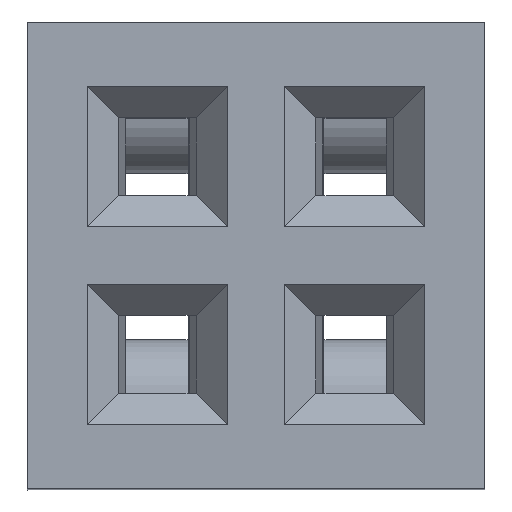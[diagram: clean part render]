
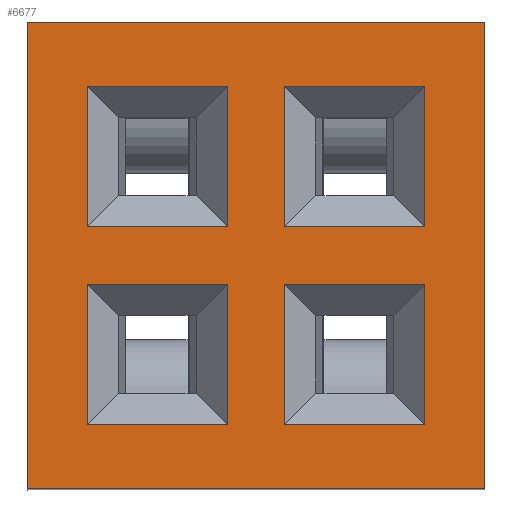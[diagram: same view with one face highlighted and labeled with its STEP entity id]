
A CAD part, top view. The second image highlights one B-rep face of the part: STEP entity #6677.
In plain terms, the highlighted planar face has unit normal (0, 0, 1).
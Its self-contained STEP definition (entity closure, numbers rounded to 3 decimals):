
#2304=ORIENTED_EDGE('',*,*,#3120,.T.);
#2305=ORIENTED_EDGE('',*,*,#3114,.T.);
#2306=ORIENTED_EDGE('',*,*,#3116,.T.);
#2307=ORIENTED_EDGE('',*,*,#3122,.T.);
#2308=ORIENTED_EDGE('',*,*,#3214,.T.);
#2309=ORIENTED_EDGE('',*,*,#3208,.T.);
#2310=ORIENTED_EDGE('',*,*,#3210,.T.);
#2311=ORIENTED_EDGE('',*,*,#3216,.T.);
#2312=ORIENTED_EDGE('',*,*,#3273,.F.);
#2313=ORIENTED_EDGE('',*,*,#3287,.F.);
#2314=ORIENTED_EDGE('',*,*,#3279,.T.);
#2315=ORIENTED_EDGE('',*,*,#3285,.T.);
#2316=ORIENTED_EDGE('',*,*,#3167,.T.);
#2317=ORIENTED_EDGE('',*,*,#3161,.T.);
#2318=ORIENTED_EDGE('',*,*,#3163,.T.);
#2319=ORIENTED_EDGE('',*,*,#3169,.T.);
#2320=ORIENTED_EDGE('',*,*,#3073,.T.);
#2321=ORIENTED_EDGE('',*,*,#3067,.T.);
#2322=ORIENTED_EDGE('',*,*,#3069,.T.);
#2323=ORIENTED_EDGE('',*,*,#3075,.T.);
#3067=EDGE_CURVE('',#3769,#3771,#4387,.T.);
#3069=EDGE_CURVE('',#3771,#3772,#4389,.T.);
#3073=EDGE_CURVE('',#3774,#3769,#4393,.T.);
#3075=EDGE_CURVE('',#3772,#3774,#4395,.T.);
#3114=EDGE_CURVE('',#3801,#3803,#4434,.T.);
#3116=EDGE_CURVE('',#3803,#3805,#4436,.T.);
#3120=EDGE_CURVE('',#3807,#3801,#4440,.T.);
#3122=EDGE_CURVE('',#3805,#3807,#4442,.T.);
#3161=EDGE_CURVE('',#3833,#3835,#4481,.T.);
#3163=EDGE_CURVE('',#3835,#3836,#4483,.T.);
#3167=EDGE_CURVE('',#3838,#3833,#4487,.T.);
#3169=EDGE_CURVE('',#3836,#3838,#4489,.T.);
#3208=EDGE_CURVE('',#3865,#3867,#4528,.T.);
#3210=EDGE_CURVE('',#3867,#3869,#4530,.T.);
#3214=EDGE_CURVE('',#3871,#3865,#4534,.T.);
#3216=EDGE_CURVE('',#3869,#3871,#4536,.T.);
#3273=EDGE_CURVE('',#3913,#3914,#4593,.T.);
#3279=EDGE_CURVE('',#3917,#3919,#4599,.T.);
#3285=EDGE_CURVE('',#3919,#3914,#4605,.T.);
#3287=EDGE_CURVE('',#3917,#3913,#4607,.T.);
#3769=VERTEX_POINT('',#10771);
#3771=VERTEX_POINT('',#10775);
#3772=VERTEX_POINT('',#10779);
#3774=VERTEX_POINT('',#10785);
#3801=VERTEX_POINT('',#10867);
#3803=VERTEX_POINT('',#10871);
#3805=VERTEX_POINT('',#10876);
#3807=VERTEX_POINT('',#10882);
#3833=VERTEX_POINT('',#10963);
#3835=VERTEX_POINT('',#10967);
#3836=VERTEX_POINT('',#10971);
#3838=VERTEX_POINT('',#10977);
#3865=VERTEX_POINT('',#11059);
#3867=VERTEX_POINT('',#11063);
#3869=VERTEX_POINT('',#11068);
#3871=VERTEX_POINT('',#11074);
#3913=VERTEX_POINT('',#11193);
#3914=VERTEX_POINT('',#11195);
#3917=VERTEX_POINT('',#11202);
#3919=VERTEX_POINT('',#11206);
#4387=LINE('',#10776,#5091);
#4389=LINE('',#10781,#5093);
#4393=LINE('',#10788,#5097);
#4395=LINE('',#10791,#5099);
#4434=LINE('',#10872,#5138);
#4436=LINE('',#10877,#5140);
#4440=LINE('',#10884,#5144);
#4442=LINE('',#10887,#5146);
#4481=LINE('',#10968,#5185);
#4483=LINE('',#10973,#5187);
#4487=LINE('',#10980,#5191);
#4489=LINE('',#10983,#5193);
#4528=LINE('',#11064,#5232);
#4530=LINE('',#11069,#5234);
#4534=LINE('',#11076,#5238);
#4536=LINE('',#11079,#5240);
#4593=LINE('',#11194,#5297);
#4599=LINE('',#11207,#5303);
#4605=LINE('',#11216,#5309);
#4607=LINE('',#11219,#5311);
#5091=VECTOR('',#8750,1000.);
#5093=VECTOR('',#8754,1000.);
#5097=VECTOR('',#8760,1000.);
#5099=VECTOR('',#8764,1000.);
#5138=VECTOR('',#8831,1000.);
#5140=VECTOR('',#8835,1000.);
#5144=VECTOR('',#8841,1000.);
#5146=VECTOR('',#8845,1000.);
#5185=VECTOR('',#8912,1000.);
#5187=VECTOR('',#8916,1000.);
#5191=VECTOR('',#8922,1000.);
#5193=VECTOR('',#8926,1000.);
#5232=VECTOR('',#8993,1000.);
#5234=VECTOR('',#8997,1000.);
#5238=VECTOR('',#9003,1000.);
#5240=VECTOR('',#9007,1000.);
#5297=VECTOR('',#9096,1000.);
#5303=VECTOR('',#9104,1000.);
#5309=VECTOR('',#9116,1000.);
#5311=VECTOR('',#9120,1000.);
#5699=EDGE_LOOP('',(#2304,#2305,#2306,#2307));
#5700=EDGE_LOOP('',(#2308,#2309,#2310,#2311));
#5701=EDGE_LOOP('',(#2312,#2313,#2314,#2315));
#5702=EDGE_LOOP('',(#2316,#2317,#2318,#2319));
#5703=EDGE_LOOP('',(#2320,#2321,#2322,#2323));
#6069=FACE_BOUND('',#5699,.T.);
#6070=FACE_BOUND('',#5700,.T.);
#6071=FACE_BOUND('',#5701,.T.);
#6072=FACE_BOUND('',#5702,.T.);
#6073=FACE_BOUND('',#5703,.T.);
#6315=PLANE('',#7307);
#6677=ADVANCED_FACE('',(#6069,#6070,#6071,#6072,#6073),#6315,.T.);
#7307=AXIS2_PLACEMENT_3D('',#11261,#9165,#9166);
#8750=DIRECTION('',(0.,1.,0.));
#8754=DIRECTION('',(1.,0.,0.));
#8760=DIRECTION('',(-1.,0.,0.));
#8764=DIRECTION('',(0.,-1.,0.));
#8831=DIRECTION('',(0.,1.,0.));
#8835=DIRECTION('',(1.,0.,0.));
#8841=DIRECTION('',(-1.,0.,0.));
#8845=DIRECTION('',(0.,-1.,0.));
#8912=DIRECTION('',(0.,1.,0.));
#8916=DIRECTION('',(1.,0.,0.));
#8922=DIRECTION('',(-1.,0.,0.));
#8926=DIRECTION('',(0.,-1.,0.));
#8993=DIRECTION('',(0.,1.,0.));
#8997=DIRECTION('',(1.,0.,0.));
#9003=DIRECTION('',(-1.,0.,0.));
#9007=DIRECTION('',(0.,-1.,0.));
#9096=DIRECTION('',(1.,0.,0.));
#9104=DIRECTION('',(1.,0.,0.));
#9116=DIRECTION('',(0.,1.,0.));
#9120=DIRECTION('',(0.,1.,0.));
#9165=DIRECTION('',(0.,0.,1.));
#9166=DIRECTION('',(1.,0.,0.));
#10771=CARTESIAN_POINT('',(0.185,-1.085,2.25));
#10775=CARTESIAN_POINT('',(0.185,-0.185,2.25));
#10776=CARTESIAN_POINT('',(0.185,-1.5,2.25));
#10779=CARTESIAN_POINT('',(1.085,-0.185,2.25));
#10781=CARTESIAN_POINT('',(-1.47,-0.185,2.25));
#10785=CARTESIAN_POINT('',(1.085,-1.085,2.25));
#10788=CARTESIAN_POINT('',(-1.47,-1.085,2.25));
#10791=CARTESIAN_POINT('',(1.085,-1.5,2.25));
#10867=CARTESIAN_POINT('',(0.185,0.185,2.25));
#10871=CARTESIAN_POINT('',(0.185,1.085,2.25));
#10872=CARTESIAN_POINT('',(0.185,-1.5,2.25));
#10876=CARTESIAN_POINT('',(1.085,1.085,2.25));
#10877=CARTESIAN_POINT('',(-1.47,1.085,2.25));
#10882=CARTESIAN_POINT('',(1.085,0.185,2.25));
#10884=CARTESIAN_POINT('',(-1.47,0.185,2.25));
#10887=CARTESIAN_POINT('',(1.085,-1.5,2.25));
#10963=CARTESIAN_POINT('',(-1.085,-1.085,2.25));
#10967=CARTESIAN_POINT('',(-1.085,-0.185,2.25));
#10968=CARTESIAN_POINT('',(-1.085,-1.5,2.25));
#10971=CARTESIAN_POINT('',(-0.185,-0.185,2.25));
#10973=CARTESIAN_POINT('',(-1.47,-0.185,2.25));
#10977=CARTESIAN_POINT('',(-0.185,-1.085,2.25));
#10980=CARTESIAN_POINT('',(-1.47,-1.085,2.25));
#10983=CARTESIAN_POINT('',(-0.185,-1.5,2.25));
#11059=CARTESIAN_POINT('',(-1.085,0.185,2.25));
#11063=CARTESIAN_POINT('',(-1.085,1.085,2.25));
#11064=CARTESIAN_POINT('',(-1.085,-1.5,2.25));
#11068=CARTESIAN_POINT('',(-0.185,1.085,2.25));
#11069=CARTESIAN_POINT('',(-1.47,1.085,2.25));
#11074=CARTESIAN_POINT('',(-0.185,0.185,2.25));
#11076=CARTESIAN_POINT('',(-1.47,0.185,2.25));
#11079=CARTESIAN_POINT('',(-0.185,-1.5,2.25));
#11193=CARTESIAN_POINT('',(-1.47,1.5,2.25));
#11194=CARTESIAN_POINT('',(-1.47,1.5,2.25));
#11195=CARTESIAN_POINT('',(1.47,1.5,2.25));
#11202=CARTESIAN_POINT('',(-1.47,-1.5,2.25));
#11206=CARTESIAN_POINT('',(1.47,-1.5,2.25));
#11207=CARTESIAN_POINT('',(-1.47,-1.5,2.25));
#11216=CARTESIAN_POINT('',(1.47,-1.5,2.25));
#11219=CARTESIAN_POINT('',(-1.47,-1.5,2.25));
#11261=CARTESIAN_POINT('',(-1.47,-1.5,2.25));
